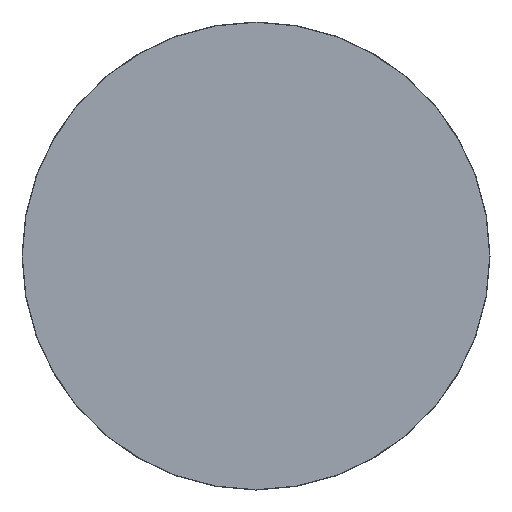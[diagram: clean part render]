
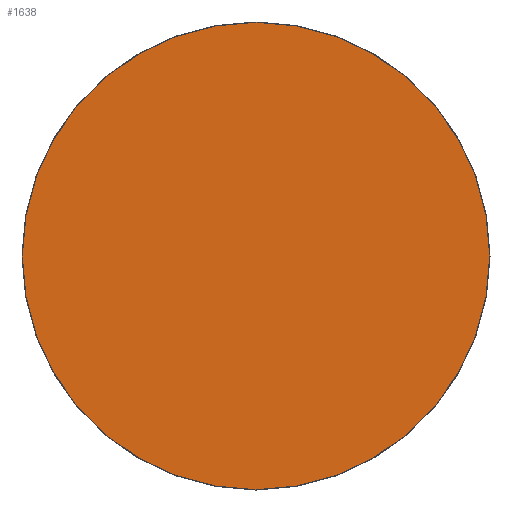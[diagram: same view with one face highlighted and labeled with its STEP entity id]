
A CAD part, left-side view. The second image highlights one B-rep face of the part: STEP entity #1638.
In plain terms, the highlighted planar face has unit normal (-1, 0, 0).
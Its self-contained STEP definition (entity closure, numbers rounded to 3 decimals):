
#95 = VERTEX_POINT ( 'NONE', #628 ) ;
#123 = VERTEX_POINT ( 'NONE', #962 ) ;
#328 = EDGE_CURVE ( 'NONE', #123, #95, #1936, .T. ) ;
#361 = CARTESIAN_POINT ( 'NONE',  ( 0., 0., 0. ) ) ;
#479 = AXIS2_PLACEMENT_3D ( 'NONE', #361, #1615, #987 ) ;
#546 = DIRECTION ( 'NONE',  ( 0., 0., 1. ) ) ;
#596 = FACE_OUTER_BOUND ( 'NONE', #820, .T. ) ;
#613 = DIRECTION ( 'NONE',  ( -1., 0., 0. ) ) ;
#628 = CARTESIAN_POINT ( 'NONE',  ( 0., 0., -187.7 ) ) ;
#720 = ORIENTED_EDGE ( 'NONE', *, *, #328, .T. ) ;
#751 = DIRECTION ( 'NONE',  ( 0., 0., 1. ) ) ;
#820 = EDGE_LOOP ( 'NONE', ( #1645, #720 ) ) ;
#841 = AXIS2_PLACEMENT_3D ( 'NONE', #2017, #613, #751 ) ;
#848 = AXIS2_PLACEMENT_3D ( 'NONE', #1474, #1172, #546 ) ;
#962 = CARTESIAN_POINT ( 'NONE',  ( 0., 0., 187.7 ) ) ;
#970 = EDGE_CURVE ( 'NONE', #95, #123, #1229, .T. ) ;
#987 = DIRECTION ( 'NONE',  ( 0., 0., -1. ) ) ;
#1170 = PLANE ( 'NONE',  #479 ) ;
#1172 = DIRECTION ( 'NONE',  ( -1., 0., 0. ) ) ;
#1229 = CIRCLE ( 'NONE', #848, 187.7 ) ;
#1474 = CARTESIAN_POINT ( 'NONE',  ( 0., 0., 0. ) ) ;
#1615 = DIRECTION ( 'NONE',  ( 1., 0., 0. ) ) ;
#1638 = ADVANCED_FACE ( 'NONE', ( #596 ), #1170, .F. ) ;
#1645 = ORIENTED_EDGE ( 'NONE', *, *, #970, .T. ) ;
#1936 = CIRCLE ( 'NONE', #841, 187.7 ) ;
#2017 = CARTESIAN_POINT ( 'NONE',  ( 0., 0., 0. ) ) ;
